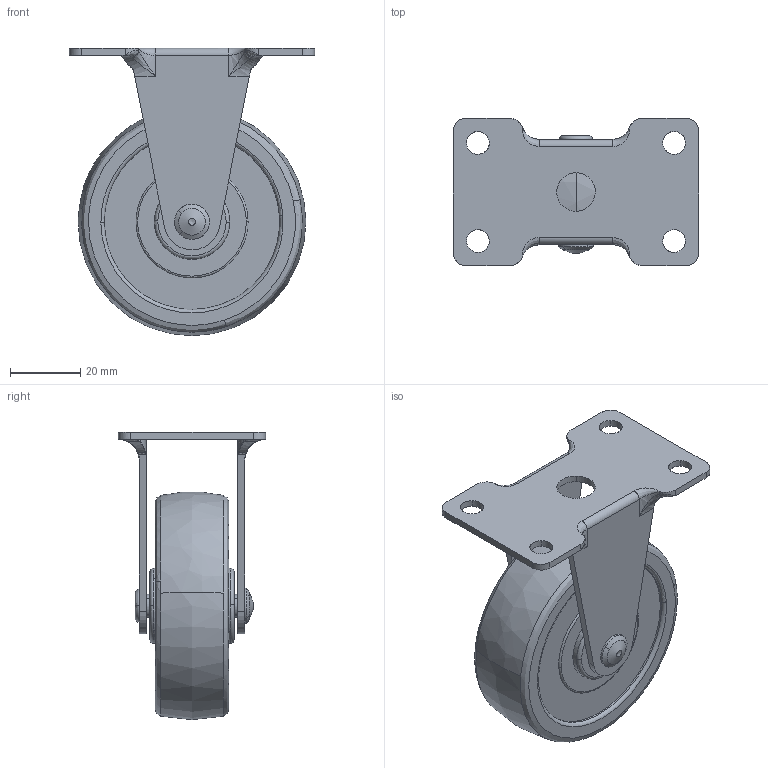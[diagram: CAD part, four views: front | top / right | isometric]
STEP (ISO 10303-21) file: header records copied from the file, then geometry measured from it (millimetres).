
FILE_DESCRIPTION((''),'2;1');
FILE_NAME('','2006-02-22T14:49:12',(''),(''),'','CADfix','');
FILE_SCHEMA(('AUTOMOTIVE_DESIGN'));
Length unit declared in the file: millimetre
Products named in the file (4): wheel; body; axle; 320ER_R65_5295_36
Assembly tree (3 placements, depth 2):
  320ER_R65_5295_36
    wheel
    body
    axle
Bounding box: 70 x 42 x 82 mm (x, y, z)
Volume: 74398.4 mm3; surface area: 23144.5 mm2
Topology: 3 solids, 3 shells, 139 faces, 504 edges, 363 vertices
Faces by surface type: bspline 139
Entity records: 9056 total; most frequent: CARTESIAN_POINT 6146, ORIENTED_EDGE 972, EDGE_CURVE 486, B_SPLINE_CURVE_WITH_KNOTS 366, VERTEX_POINT 363, EDGE_LOOP 165, FACE_OUTER_BOUND 139, ADVANCED_FACE 139
